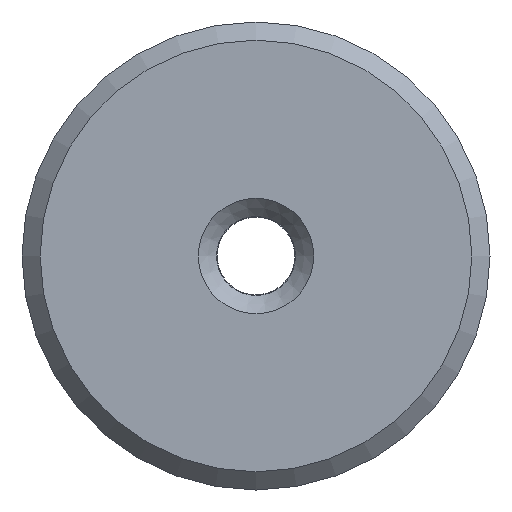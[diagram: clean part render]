
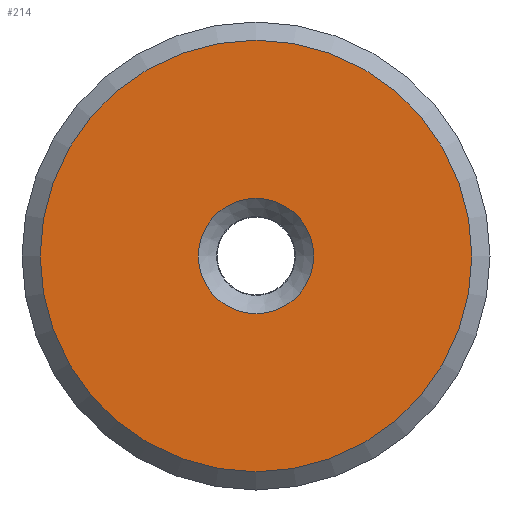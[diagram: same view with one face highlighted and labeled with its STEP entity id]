
A CAD part, left-side view. The second image highlights one B-rep face of the part: STEP entity #214.
In plain terms, the highlighted planar face has unit normal (-1, 0, 0).
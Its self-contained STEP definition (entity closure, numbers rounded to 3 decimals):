
#180=CARTESIAN_POINT('',(0.,4.51,0.));
#181=VERTEX_POINT('',#180);
#182=CARTESIAN_POINT('',(0.,0.,0.0));
#183=DIRECTION('',(1.0,0.0,0.0));
#184=DIRECTION('',(0.0,-1.0,0.0));
#185=AXIS2_PLACEMENT_3D('',#182,#183,#184);
#186=CIRCLE('',#185,4.51);
#187=EDGE_CURVE('',#181,#181,#186,.T.);
#195=CARTESIAN_POINT('',(0.0,2.445,0.0));
#196=DIRECTION('',(-1.0,0.0,0.0));
#197=DIRECTION('',(0.0,0.0,1.0));
#198=AXIS2_PLACEMENT_3D('',#195,#196,#197);
#199=PLANE('',#198);
#200=ORIENTED_EDGE('',*,*,#187,.F.);
#201=EDGE_LOOP('',(#200));
#202=FACE_OUTER_BOUND('',#201,.T.);
#203=CARTESIAN_POINT('',(0.,-1.205,0.));
#204=VERTEX_POINT('',#203);
#205=CARTESIAN_POINT('',(0.,0.,0.0));
#206=DIRECTION('',(-1.0,0.0,0.0));
#207=DIRECTION('',(0.0,1.0,0.0));
#208=AXIS2_PLACEMENT_3D('',#205,#206,#207);
#209=CIRCLE('',#208,1.205);
#210=EDGE_CURVE('',#204,#204,#209,.T.);
#211=ORIENTED_EDGE('',*,*,#210,.F.);
#212=EDGE_LOOP('',(#211));
#213=FACE_BOUND('',#212,.T.);
#214=ADVANCED_FACE('',(#202,#213),#199,.T.);
